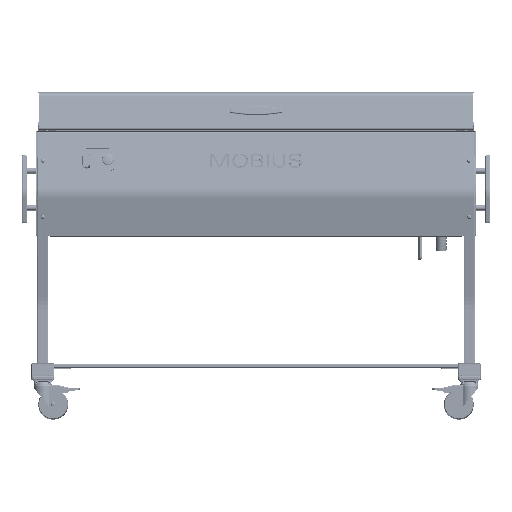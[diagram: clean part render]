
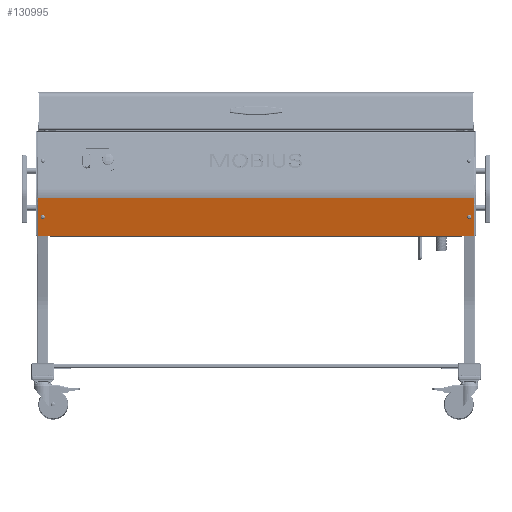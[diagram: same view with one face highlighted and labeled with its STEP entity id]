
A CAD part, top view. The second image highlights one B-rep face of the part: STEP entity #130995.
In plain terms, the highlighted planar face has unit normal (0, -0.208, 0.978).
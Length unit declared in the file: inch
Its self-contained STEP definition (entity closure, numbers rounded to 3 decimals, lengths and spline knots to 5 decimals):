
#1166 = CIRCLE ( 'NONE', #242703, 0.1565 ) ;
#4510 = EDGE_CURVE ( 'Defeatured_12_30+Defeatured_12_8+Defeatured_12_29+Defeatured_12_33', #73824, #312036, #95036, .T. ) ;
#7809 = CARTESIAN_POINT ( 'NONE',  ( -29.1875, -11.46671, 7.80467 ) ) ;
#17384 = CARTESIAN_POINT ( 'NONE',  ( -29.1875, -5.81834, 9.00526 ) ) ;
#19427 = DIRECTION ( 'NONE',  ( 0., -0.208, 0.978 ) ) ;
#22754 = AXIS2_PLACEMENT_3D ( 'NONE', #17384, #278885, #315552 ) ;
#23035 = EDGE_CURVE ( 'Defeatured_12_26+Defeatured_12_8+Defeatured_12_10+Defeatured_12_18', #361910, #229090, #270402, .T. ) ;
#23378 = ORIENTED_EDGE ( 'NONE', *, *, #156179, .T. ) ;
#24860 = ORIENTED_EDGE ( 'NONE', *, *, #383917, .F. ) ;
#32151 = EDGE_CURVE ( 'Defeatured_12_8+Defeatured_12_28+Defeatured_12_27+Defeatured_12_36', #358433, #48448, #48042, .T. ) ;
#33323 = EDGE_CURVE ( 'Defeatured_12_8+Defeatured_12_36+Defeatured_12_28+Defeatured_12_6', #48448, #299204, #96457, .T. ) ;
#36954 = ORIENTED_EDGE ( 'NONE', *, *, #33323, .T. ) ;
#40181 = DIRECTION ( 'NONE',  ( 0., -0.208, 0.978 ) ) ;
#47174 = CARTESIAN_POINT ( 'NONE',  ( 28.4996, -8.95887, 8.33772 ) ) ;
#48007 = VECTOR ( 'NONE', #326227, 39.37008 ) ;
#48042 = LINE ( 'NONE', #121450, #308824 ) ;
#48448 = VERTEX_POINT ( 'NONE', #351029 ) ;
#50042 = CARTESIAN_POINT ( 'NONE',  ( 28.64747, -9.00899, 8.32707 ) ) ;
#55058 = LINE ( 'NONE', #193202, #70716 ) ;
#55555 = CIRCLE ( 'NONE', #97265, 0.1565 ) ;
#63015 = VERTEX_POINT ( 'NONE', #364633 ) ;
#67185 = CARTESIAN_POINT ( 'NONE',  ( -29.1875, -6.44207, 8.87269 ) ) ;
#67804 = DIRECTION ( 'NONE',  ( 0., 0.208, -0.978 ) ) ;
#70716 = VECTOR ( 'NONE', #422242, 39.37008 ) ;
#73824 = VERTEX_POINT ( 'NONE', #151942 ) ;
#76368 = VERTEX_POINT ( 'NONE', #124613 ) ;
#80332 = ORIENTED_EDGE ( 'NONE', *, *, #80691, .T. ) ;
#80691 = EDGE_CURVE ( 'Defeatured_12_8+Defeatured_12_1970+Defeatured_12_1970+Defeatured_12_1970', #400237, #76368, #55555, .T. ) ;
#84295 = LINE ( 'NONE', #220336, #334200 ) ;
#95036 = LINE ( 'NONE', #393064, #48007 ) ;
#96457 = CIRCLE ( 'NONE', #248569, 0.0625 ) ;
#96659 = DIRECTION ( 'NONE',  ( 0., 0.208, -0.978 ) ) ;
#97265 = AXIS2_PLACEMENT_3D ( 'NONE', #299804, #96659, #232761 ) ;
#99056 = CARTESIAN_POINT ( 'NONE',  ( 29.1875, -6.44207, 8.87269 ) ) ;
#103222 = VECTOR ( 'NONE', #339358, 39.37008 ) ;
#105040 = ORIENTED_EDGE ( 'NONE', *, *, #4510, .F. ) ;
#105831 = CARTESIAN_POINT ( 'NONE',  ( 28.4996, -8.95887, 8.33772 ) ) ;
#107214 = CARTESIAN_POINT ( 'NONE',  ( 27.5625, -11.46671, 7.80467 ) ) ;
#107358 = CARTESIAN_POINT ( 'NONE',  ( -28.64747, -9.00899, 8.32707 ) ) ;
#112248 = DIRECTION ( 'NONE',  ( 0., 0.208, -0.978 ) ) ;
#117232 = DIRECTION ( 'NONE',  ( 1., 0., 0. ) ) ;
#117604 = AXIS2_PLACEMENT_3D ( 'NONE', #47174, #178983, #310904 ) ;
#118410 = EDGE_LOOP ( 'NONE', ( #23378, #158151 ) ) ;
#121450 = CARTESIAN_POINT ( 'NONE',  ( -29.1875, -11.46193, 7.80568 ) ) ;
#124613 = CARTESIAN_POINT ( 'NONE',  ( -28.35173, -8.90874, 8.34838 ) ) ;
#124626 = FACE_BOUND ( 'NONE', #118410, .T. ) ;
#129514 = ORIENTED_EDGE ( 'NONE', *, *, #284933, .T. ) ;
#130044 = VERTEX_POINT ( 'NONE', #50042 ) ;
#130995 = ADVANCED_FACE ( 'Defeatured_12_8', ( #124626, #224006, #388168 ), #242194, .T. ) ;
#134581 = EDGE_CURVE ( 'Defeatured_12_5+Defeatured_12_8+Defeatured_12_27+Defeatured_12_29', #138519, #63015, #370605, .T. ) ;
#135805 = EDGE_CURVE ( 'Defeatured_12_8+Defeatured_12_29+Defeatured_12_30+Defeatured_12_5', #73824, #63015, #392925, .T. ) ;
#136136 = CARTESIAN_POINT ( 'NONE',  ( -29.1875, -6.44207, 8.87269 ) ) ;
#138519 = VERTEX_POINT ( 'NONE', #107214 ) ;
#145448 = EDGE_CURVE ( 'Defeatured_12_8+Defeatured_12_27+Defeatured_12_5+Defeatured_12_28', #138519, #358433, #357000, .T. ) ;
#147119 = AXIS2_PLACEMENT_3D ( 'NONE', #380168, #19427, #341436 ) ;
#148553 = VECTOR ( 'NONE', #362667, 39.37008 ) ;
#151942 = CARTESIAN_POINT ( 'NONE',  ( -27.5625, -11.46193, 7.80568 ) ) ;
#156179 = EDGE_CURVE ( 'Defeatured_12_8+Defeatured_12_1975+Defeatured_12_1975+Defeatured_12_1975', #384090, #130044, #303926, .T. ) ;
#158151 = ORIENTED_EDGE ( 'NONE', *, *, #346347, .T. ) ;
#159737 = CARTESIAN_POINT ( 'NONE',  ( -29.125, -11.46193, 7.80568 ) ) ;
#160821 = ORIENTED_EDGE ( 'NONE', *, *, #23035, .F. ) ;
#175957 = VECTOR ( 'NONE', #403054, 39.37008 ) ;
#177377 = ORIENTED_EDGE ( 'NONE', *, *, #134581, .F. ) ;
#178983 = DIRECTION ( 'NONE',  ( 0., 0.208, -0.978 ) ) ;
#184325 = CARTESIAN_POINT ( 'NONE',  ( 27.5625, -5.81834, 9.00526 ) ) ;
#186283 = ORIENTED_EDGE ( 'NONE', *, *, #145448, .T. ) ;
#193202 = CARTESIAN_POINT ( 'NONE',  ( 29.1875, -5.81834, 9.00526 ) ) ;
#220336 = CARTESIAN_POINT ( 'NONE',  ( -29.1875, -5.81834, 9.00526 ) ) ;
#224006 = FACE_BOUND ( 'NONE', #275265, .T. ) ;
#229090 = VERTEX_POINT ( 'NONE', #99056 ) ;
#230442 = DIRECTION ( 'NONE',  ( 0., -0.978, -0.208 ) ) ;
#231759 = ORIENTED_EDGE ( 'NONE', *, *, #279199, .T. ) ;
#232761 = DIRECTION ( 'NONE',  ( 0., -0.978, -0.208 ) ) ;
#236893 = CARTESIAN_POINT ( 'NONE',  ( 29.125, -11.4008, 7.81868 ) ) ;
#242194 = PLANE ( 'NONE',  #22754 ) ;
#242703 = AXIS2_PLACEMENT_3D ( 'NONE', #105831, #112248, #373596 ) ;
#248569 = AXIS2_PLACEMENT_3D ( 'NONE', #236893, #40181, #230442 ) ;
#250632 = ORIENTED_EDGE ( 'NONE', *, *, #349772, .T. ) ;
#270402 = LINE ( 'NONE', #67185, #103222 ) ;
#275265 = EDGE_LOOP ( 'NONE', ( #231759, #80332 ) ) ;
#278885 = DIRECTION ( 'NONE',  ( 0., -0.208, 0.978 ) ) ;
#279199 = EDGE_CURVE ( 'Defeatured_12_8+Defeatured_12_1970+Defeatured_12_1970+Defeatured_12_1970', #76368, #400237, #359601, .T. ) ;
#284933 = EDGE_CURVE ( 'Defeatured_12_8+Defeatured_12_33+Defeatured_12_9+Defeatured_12_30', #311640, #312036, #306032, .T. ) ;
#285241 = EDGE_LOOP ( 'NONE', ( #250632, #129514, #105040, #404553, #177377, #186283, #344346, #36954, #24860, #160821 ) ) ;
#297021 = CARTESIAN_POINT ( 'NONE',  ( -28.4996, -8.95887, 8.33772 ) ) ;
#299204 = VERTEX_POINT ( 'NONE', #345449 ) ;
#299804 = CARTESIAN_POINT ( 'NONE',  ( -28.4996, -8.95887, 8.33772 ) ) ;
#303926 = CIRCLE ( 'NONE', #117604, 0.1565 ) ;
#306032 = CIRCLE ( 'NONE', #147119, 0.0625 ) ;
#308824 = VECTOR ( 'NONE', #117232, 39.37008 ) ;
#310904 = DIRECTION ( 'NONE',  ( 0., -0.978, -0.208 ) ) ;
#311640 = VERTEX_POINT ( 'NONE', #333035 ) ;
#312036 = VERTEX_POINT ( 'NONE', #159737 ) ;
#315552 = DIRECTION ( 'NONE',  ( 0., -0.978, -0.208 ) ) ;
#325149 = AXIS2_PLACEMENT_3D ( 'NONE', #297021, #67804, #400516 ) ;
#326092 = CARTESIAN_POINT ( 'NONE',  ( -27.5625, -5.81834, 9.00526 ) ) ;
#326227 = DIRECTION ( 'NONE',  ( -1., 0., 0. ) ) ;
#327440 = VECTOR ( 'NONE', #331044, 39.37008 ) ;
#331044 = DIRECTION ( 'NONE',  ( 0., 0.978, 0.208 ) ) ;
#333035 = CARTESIAN_POINT ( 'NONE',  ( -29.1875, -11.4008, 7.81868 ) ) ;
#334200 = VECTOR ( 'NONE', #421126, 39.37008 ) ;
#339358 = DIRECTION ( 'NONE',  ( 1., 0., 0. ) ) ;
#341436 = DIRECTION ( 'NONE',  ( 0., -0.978, -0.208 ) ) ;
#344346 = ORIENTED_EDGE ( 'NONE', *, *, #32151, .T. ) ;
#345449 = CARTESIAN_POINT ( 'NONE',  ( 29.1875, -11.4008, 7.81868 ) ) ;
#346347 = EDGE_CURVE ( 'Defeatured_12_8+Defeatured_12_1975+Defeatured_12_1975+Defeatured_12_1975', #130044, #384090, #1166, .T. ) ;
#349772 = EDGE_CURVE ( 'Defeatured_12_8+Defeatured_12_9+Defeatured_12_26+Defeatured_12_33', #361910, #311640, #84295, .T. ) ;
#351029 = CARTESIAN_POINT ( 'NONE',  ( 29.125, -11.46193, 7.80568 ) ) ;
#357000 = LINE ( 'NONE', #184325, #327440 ) ;
#358433 = VERTEX_POINT ( 'NONE', #403856 ) ;
#359601 = CIRCLE ( 'NONE', #325149, 0.1565 ) ;
#361910 = VERTEX_POINT ( 'NONE', #136136 ) ;
#362667 = DIRECTION ( 'NONE',  ( 0., -0.978, -0.208 ) ) ;
#364633 = CARTESIAN_POINT ( 'NONE',  ( -27.5625, -11.46671, 7.80467 ) ) ;
#370605 = LINE ( 'NONE', #7809, #175957 ) ;
#373596 = DIRECTION ( 'NONE',  ( 0., -0.978, -0.208 ) ) ;
#380168 = CARTESIAN_POINT ( 'NONE',  ( -29.125, -11.4008, 7.81868 ) ) ;
#383518 = CARTESIAN_POINT ( 'NONE',  ( 28.35173, -8.90874, 8.34838 ) ) ;
#383917 = EDGE_CURVE ( 'Defeatured_12_6+Defeatured_12_8+Defeatured_12_18+Defeatured_12_36', #229090, #299204, #55058, .T. ) ;
#384090 = VERTEX_POINT ( 'NONE', #383518 ) ;
#388168 = FACE_OUTER_BOUND ( 'NONE', #285241, .T. ) ;
#392925 = LINE ( 'NONE', #326092, #148553 ) ;
#393064 = CARTESIAN_POINT ( 'NONE',  ( -29.1875, -11.46193, 7.80568 ) ) ;
#400237 = VERTEX_POINT ( 'NONE', #107358 ) ;
#400516 = DIRECTION ( 'NONE',  ( 0., -0.978, -0.208 ) ) ;
#403054 = DIRECTION ( 'NONE',  ( -1., 0., 0. ) ) ;
#403856 = CARTESIAN_POINT ( 'NONE',  ( 27.5625, -11.46193, 7.80568 ) ) ;
#404553 = ORIENTED_EDGE ( 'NONE', *, *, #135805, .T. ) ;
#421126 = DIRECTION ( 'NONE',  ( 0., -0.978, -0.208 ) ) ;
#422242 = DIRECTION ( 'NONE',  ( 0., -0.978, -0.208 ) ) ;
